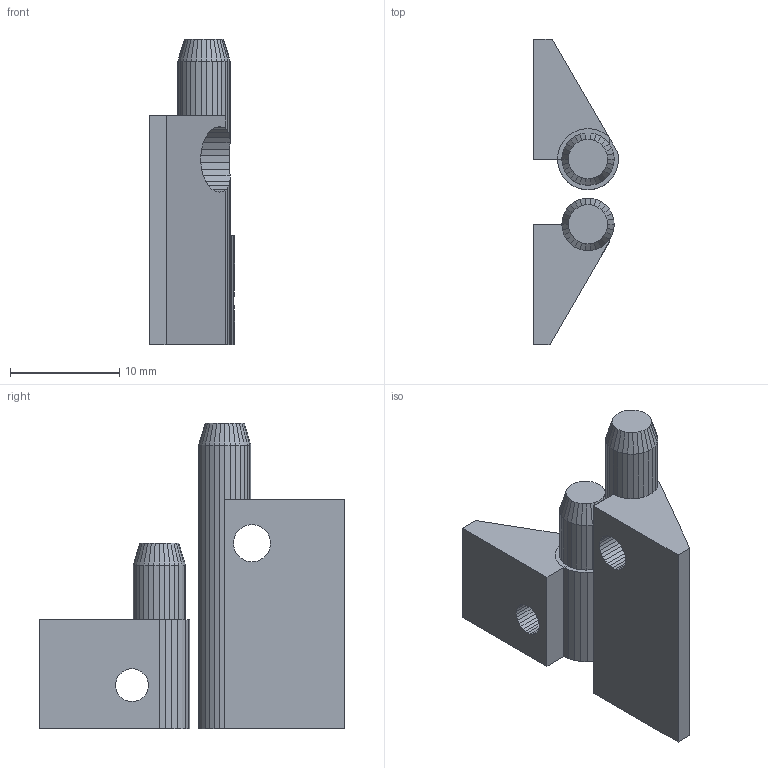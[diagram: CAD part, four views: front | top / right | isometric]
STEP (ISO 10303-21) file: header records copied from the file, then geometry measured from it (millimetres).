
FILE_DESCRIPTION(('FreeCAD Model'),'2;1');
FILE_NAME('RAMBo-cover-hinges.step','2016-12-31T13:10:15',( 'Author'),(''),'Open CASCADE STEP processor 6.8','FreeCAD','Unknown' );
FILE_SCHEMA(('AUTOMOTIVE_DESIGN_CC2 { 1 2 10303 214 -1 1 5 4 }'));
Length unit declared in the file: millimetre
Products named in the file (2): ASSEMBLY; Group
Assembly tree (1 placements, depth 2):
  ASSEMBLY
    Group
Bounding box: 7.8 x 28 x 28 mm (x, y, z)
Volume: 1940.9 mm3; surface area: 1684.2 mm2
Topology: 2 solids, 2 shells, 288 faces, 845 edges, 561 vertices
Faces by surface type: plane 228, bspline 60
Entity records: 19760 total; most frequent: CARTESIAN_POINT 4198, DIRECTION 2363, LINE 1903, VECTOR 1903, ORIENTED_EDGE 1690, PCURVE 1690, DEFINITIONAL_REPRESENTATION 1690, EDGE_CURVE 845
